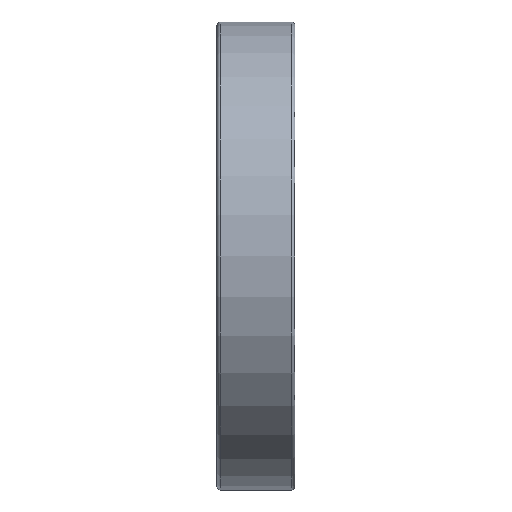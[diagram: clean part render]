
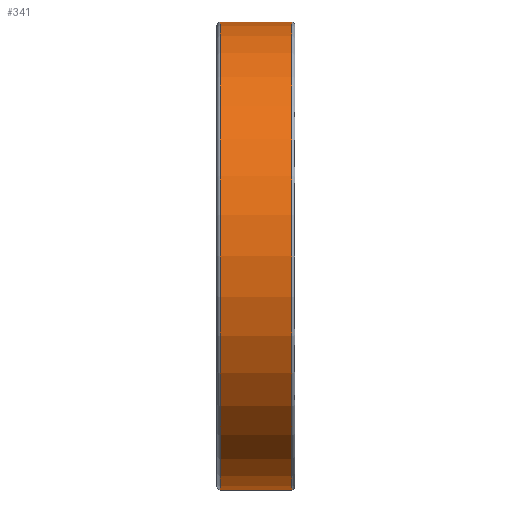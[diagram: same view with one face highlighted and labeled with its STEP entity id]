
A CAD part, front view. The second image highlights one B-rep face of the part: STEP entity #341.
In plain terms, the highlighted cylindrical face has radius 21 mm (diameter 42 mm), a full revolution.
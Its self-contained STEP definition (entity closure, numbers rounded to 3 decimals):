
#120=LINE('',#660,#126);
#126=VECTOR('',#537,21.);
#132=CYLINDRICAL_SURFACE('',#420,21.);
#174=FACE_OUTER_BOUND('',#195,.T.);
#195=EDGE_LOOP('',(#317,#318,#319,#320));
#217=CIRCLE('',#419,21.);
#218=CIRCLE('',#421,21.);
#236=VERTEX_POINT('',#655);
#237=VERTEX_POINT('',#659);
#263=EDGE_CURVE('',#236,#236,#217,.T.);
#264=EDGE_CURVE('',#236,#237,#120,.T.);
#265=EDGE_CURVE('',#237,#237,#218,.T.);
#317=ORIENTED_EDGE('',*,*,#263,.F.);
#318=ORIENTED_EDGE('',*,*,#264,.T.);
#319=ORIENTED_EDGE('',*,*,#265,.T.);
#320=ORIENTED_EDGE('',*,*,#264,.F.);
#341=ADVANCED_FACE('',(#174),#132,.T.);
#419=AXIS2_PLACEMENT_3D('',#657,#533,#534);
#420=AXIS2_PLACEMENT_3D('',#658,#535,#536);
#421=AXIS2_PLACEMENT_3D('',#661,#538,#539);
#533=DIRECTION('center_axis',(1.,0.,0.));
#534=DIRECTION('ref_axis',(0.,0.,-1.));
#535=DIRECTION('center_axis',(1.,0.,0.));
#536=DIRECTION('ref_axis',(0.,0.,-1.));
#537=DIRECTION('',(-1.,0.,0.));
#538=DIRECTION('center_axis',(1.,0.,0.));
#539=DIRECTION('ref_axis',(0.,0.,-1.));
#655=CARTESIAN_POINT('',(6.7,0.,21.));
#657=CARTESIAN_POINT('Origin',(6.7,0.,0.));
#658=CARTESIAN_POINT('Origin',(7.,0.,0.));
#659=CARTESIAN_POINT('',(0.3,0.,21.));
#660=CARTESIAN_POINT('',(7.,0.,21.));
#661=CARTESIAN_POINT('Origin',(0.3,0.,0.));
